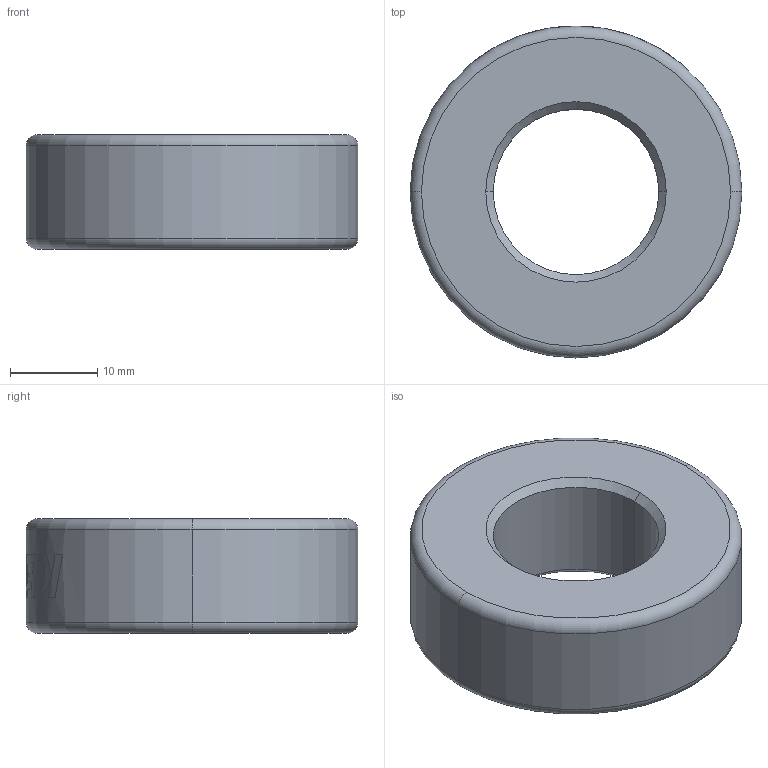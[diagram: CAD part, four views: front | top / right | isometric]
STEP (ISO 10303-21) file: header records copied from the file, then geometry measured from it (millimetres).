
FILE_DESCRIPTION (( 'STEP AP214' ), '1' );
FILE_NAME ('EC_ESDRSR_D38.1D219T13.2.STEP', '2023-11-20T17:50:26', ( '' ), ( '' ), 'SwSTEP 2.0', 'SolidWorks 2021', '' );
FILE_SCHEMA (( 'AUTOMOTIVE_DESIGN' ));
Length unit declared in the file: millimetre
Products named in the file (1): EC_ESDRSR_D38.1D219T13.2
Bounding box: 38.1 x 38.11 x 13.2 mm (x, y, z)
Volume: 11176.6 mm3; surface area: 3889.4 mm2
Topology: 1 solids, 1 shells, 70 faces, 187 edges, 122 vertices
Faces by surface type: bspline 31, plane 24, cylinder 7, torus 4, cone 4
Entity records: 2558 total; most frequent: CARTESIAN_POINT 874, ORIENTED_EDGE 374, DIRECTION 218, EDGE_CURVE 187, VERTEX_POINT 122, B_SPLINE_CURVE_WITH_KNOTS 113, AXIS2_PLACEMENT_3D 104, EDGE_LOOP 75
